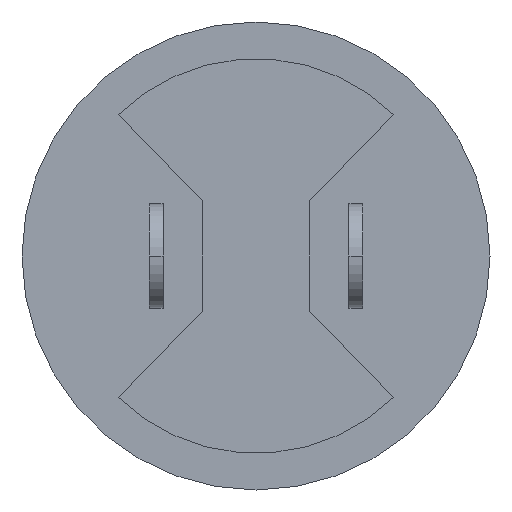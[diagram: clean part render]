
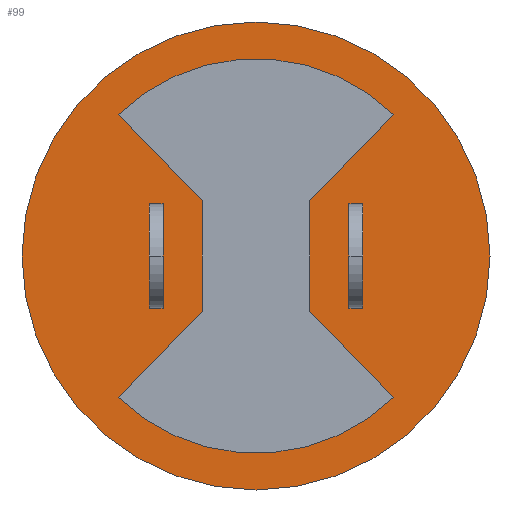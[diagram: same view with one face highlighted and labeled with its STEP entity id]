
A CAD part, front view. The second image highlights one B-rep face of the part: STEP entity #99.
In plain terms, the highlighted planar face has unit normal (0, -1, 0).
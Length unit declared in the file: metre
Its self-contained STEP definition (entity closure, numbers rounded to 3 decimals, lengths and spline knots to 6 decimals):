
#99 = ADVANCED_FACE( '', ( #209, #210, #211, #212 ), #213, .T. );
#209 = FACE_BOUND( '', #328, .T. );
#210 = FACE_OUTER_BOUND( '', #329, .T. );
#211 = FACE_BOUND( '', #330, .T. );
#212 = FACE_BOUND( '', #331, .T. );
#213 = PLANE( '', #332 );
#328 = EDGE_LOOP( '', ( #534, #535, #536, #537 ) );
#329 = EDGE_LOOP( '', ( #538 ) );
#330 = EDGE_LOOP( '', ( #539, #540, #541, #542, #543, #544, #545, #546 ) );
#331 = EDGE_LOOP( '', ( #547, #548, #549, #550 ) );
#332 = AXIS2_PLACEMENT_3D( '', #551, #552, #553 );
#534 = ORIENTED_EDGE( '', *, *, #680, .F. );
#535 = ORIENTED_EDGE( '', *, *, #699, .F. );
#536 = ORIENTED_EDGE( '', *, *, #684, .F. );
#537 = ORIENTED_EDGE( '', *, *, #709, .F. );
#538 = ORIENTED_EDGE( '', *, *, #692, .T. );
#539 = ORIENTED_EDGE( '', *, *, #710, .F. );
#540 = ORIENTED_EDGE( '', *, *, #666, .T. );
#541 = ORIENTED_EDGE( '', *, *, #705, .T. );
#542 = ORIENTED_EDGE( '', *, *, #702, .T. );
#543 = ORIENTED_EDGE( '', *, *, #669, .F. );
#544 = ORIENTED_EDGE( '', *, *, #651, .T. );
#545 = ORIENTED_EDGE( '', *, *, #673, .T. );
#546 = ORIENTED_EDGE( '', *, *, #676, .T. );
#547 = ORIENTED_EDGE( '', *, *, #711, .F. );
#548 = ORIENTED_EDGE( '', *, *, #712, .F. );
#549 = ORIENTED_EDGE( '', *, *, #713, .F. );
#550 = ORIENTED_EDGE( '', *, *, #689, .F. );
#551 = CARTESIAN_POINT( '', ( 0., -0.0056, 0. ) );
#552 = DIRECTION( '', ( 0., -1., 0. ) );
#553 = DIRECTION( '', ( 0., 0., -1. ) );
#651 = EDGE_CURVE( '', #762, #760, #763, .T. );
#666 = EDGE_CURVE( '', #787, #785, #788, .T. );
#669 = EDGE_CURVE( '', #762, #791, #792, .T. );
#673 = EDGE_CURVE( '', #760, #795, #797, .T. );
#676 = EDGE_CURVE( '', #795, #799, #801, .T. );
#680 = EDGE_CURVE( '', #805, #803, #807, .T. );
#684 = EDGE_CURVE( '', #811, #809, #813, .T. );
#689 = EDGE_CURVE( '', #820, #822, #823, .T. );
#692 = EDGE_CURVE( '', #826, #826, #827, .T. );
#699 = EDGE_CURVE( '', #809, #805, #837, .T. );
#702 = EDGE_CURVE( '', #840, #791, #841, .T. );
#705 = EDGE_CURVE( '', #785, #840, #844, .T. );
#709 = EDGE_CURVE( '', #803, #811, #849, .T. );
#710 = EDGE_CURVE( '', #787, #799, #850, .T. );
#711 = EDGE_CURVE( '', #851, #820, #852, .T. );
#712 = EDGE_CURVE( '', #853, #851, #854, .T. );
#713 = EDGE_CURVE( '', #822, #853, #855, .T. );
#760 = VERTEX_POINT( '', #909 );
#762 = VERTEX_POINT( '', #912 );
#763 = LINE( '', #913, #914 );
#785 = VERTEX_POINT( '', #942 );
#787 = VERTEX_POINT( '', #945 );
#788 = LINE( '', #946, #947 );
#791 = VERTEX_POINT( '', #951 );
#792 = CIRCLE( '', #952, 0.0043 );
#795 = VERTEX_POINT( '', #956 );
#797 = LINE( '', #959, #960 );
#799 = VERTEX_POINT( '', #962 );
#801 = LINE( '', #965, #966 );
#803 = VERTEX_POINT( '', #968 );
#805 = VERTEX_POINT( '', #971 );
#807 = LINE( '', #974, #975 );
#809 = VERTEX_POINT( '', #977 );
#811 = VERTEX_POINT( '', #980 );
#813 = LINE( '', #983, #984 );
#820 = VERTEX_POINT( '', #991 );
#822 = VERTEX_POINT( '', #994 );
#823 = LINE( '', #995, #996 );
#826 = VERTEX_POINT( '', #1000 );
#827 = CIRCLE( '', #1001, 0.0051 );
#837 = LINE( '', #1013, #1014 );
#840 = VERTEX_POINT( '', #1017 );
#841 = LINE( '', #1018, #1019 );
#844 = LINE( '', #1023, #1024 );
#849 = LINE( '', #1029, #1030 );
#850 = CIRCLE( '', #1031, 0.0043 );
#851 = VERTEX_POINT( '', #1032 );
#852 = LINE( '', #1033, #1034 );
#853 = VERTEX_POINT( '', #1035 );
#854 = LINE( '', #1036, #1037 );
#855 = LINE( '', #1038, #1039 );
#909 = CARTESIAN_POINT( '', ( 0.001175, -0.0056, 0.0012 ) );
#912 = CARTESIAN_POINT( '', ( 0.003, -0.0056, 0.003081 ) );
#913 = CARTESIAN_POINT( '', ( 0.003, -0.0056, 0.003081 ) );
#914 = VECTOR( '', #1092, 1. );
#942 = CARTESIAN_POINT( '', ( -0.001175, -0.0056, -0.0012 ) );
#945 = CARTESIAN_POINT( '', ( -0.003, -0.0056, -0.003081 ) );
#946 = CARTESIAN_POINT( '', ( -0.001175, -0.0056, -0.0012 ) );
#947 = VECTOR( '', #1112, 1. );
#951 = CARTESIAN_POINT( '', ( -0.003, -0.0056, 0.003081 ) );
#952 = AXIS2_PLACEMENT_3D( '', #1114, #1115, #1116 );
#956 = CARTESIAN_POINT( '', ( 0.001175, -0.0056, -0.0012 ) );
#959 = CARTESIAN_POINT( '', ( 0.001175, -0.0056, 0.0012 ) );
#960 = VECTOR( '', #1119, 1. );
#962 = CARTESIAN_POINT( '', ( 0.003, -0.0056, -0.003081 ) );
#965 = CARTESIAN_POINT( '', ( 0.001175, -0.0056, -0.0012 ) );
#966 = VECTOR( '', #1121, 1. );
#968 = CARTESIAN_POINT( '', ( -0.002025, -0.0056, -0.001135 ) );
#971 = CARTESIAN_POINT( '', ( -0.002325, -0.0056, -0.001135 ) );
#974 = CARTESIAN_POINT( '', ( -0.002325, -0.0056, -0.001135 ) );
#975 = VECTOR( '', #1124, 1. );
#977 = CARTESIAN_POINT( '', ( -0.002325, -0.0056, 0.001135 ) );
#980 = CARTESIAN_POINT( '', ( -0.002025, -0.0056, 0.001135 ) );
#983 = CARTESIAN_POINT( '', ( -0.002325, -0.0056, 0.001135 ) );
#984 = VECTOR( '', #1127, 1. );
#991 = CARTESIAN_POINT( '', ( 0.002325, -0.0056, -0.001135 ) );
#994 = CARTESIAN_POINT( '', ( 0.002325, -0.0056, 0.001135 ) );
#995 = CARTESIAN_POINT( '', ( 0.002325, -0.0056, 0.001135 ) );
#996 = VECTOR( '', #1135, 1. );
#1000 = CARTESIAN_POINT( '', ( 0., -0.0056, -0.0051 ) );
#1001 = AXIS2_PLACEMENT_3D( '', #1137, #1138, #1139 );
#1013 = CARTESIAN_POINT( '', ( -0.002325, -0.0056, 0.001135 ) );
#1014 = VECTOR( '', #1148, 1. );
#1017 = CARTESIAN_POINT( '', ( -0.001175, -0.0056, 0.0012 ) );
#1018 = CARTESIAN_POINT( '', ( -0.003, -0.0056, 0.003081 ) );
#1019 = VECTOR( '', #1149, 1. );
#1023 = CARTESIAN_POINT( '', ( -0.001175, -0.0056, 0.0012 ) );
#1024 = VECTOR( '', #1151, 1. );
#1029 = CARTESIAN_POINT( '', ( -0.002025, -0.0056, 0.001135 ) );
#1030 = VECTOR( '', #1155, 1. );
#1031 = AXIS2_PLACEMENT_3D( '', #1156, #1157, #1158 );
#1032 = CARTESIAN_POINT( '', ( 0.002025, -0.0056, -0.001135 ) );
#1033 = CARTESIAN_POINT( '', ( 0.002025, -0.0056, -0.001135 ) );
#1034 = VECTOR( '', #1159, 1. );
#1035 = CARTESIAN_POINT( '', ( 0.002025, -0.0056, 0.001135 ) );
#1036 = CARTESIAN_POINT( '', ( 0.002025, -0.0056, 0.001135 ) );
#1037 = VECTOR( '', #1160, 1. );
#1038 = CARTESIAN_POINT( '', ( 0.002025, -0.0056, 0.001135 ) );
#1039 = VECTOR( '', #1161, 1. );
#1092 = DIRECTION( '', ( -0.696, 0., -0.718 ) );
#1112 = DIRECTION( '', ( 0.696, 0., 0.718 ) );
#1114 = CARTESIAN_POINT( '', ( 0., -0.0056, 0. ) );
#1115 = DIRECTION( '', ( 0., -1., 0. ) );
#1116 = DIRECTION( '', ( 0., 0., -1. ) );
#1119 = DIRECTION( '', ( 0., 0., -1. ) );
#1121 = DIRECTION( '', ( 0.696, 0., -0.718 ) );
#1124 = DIRECTION( '', ( 1., 0., 0. ) );
#1127 = DIRECTION( '', ( -1., 0., 0. ) );
#1135 = DIRECTION( '', ( 0., 0., 1. ) );
#1137 = CARTESIAN_POINT( '', ( 0., -0.0056, 0. ) );
#1138 = DIRECTION( '', ( 0., -1., 0. ) );
#1139 = DIRECTION( '', ( 0., 0., -1. ) );
#1148 = DIRECTION( '', ( 0., 0., -1. ) );
#1149 = DIRECTION( '', ( -0.696, 0., 0.718 ) );
#1151 = DIRECTION( '', ( 0., 0., 1. ) );
#1155 = DIRECTION( '', ( 0., 0., 1. ) );
#1156 = CARTESIAN_POINT( '', ( 0., -0.0056, 0. ) );
#1157 = DIRECTION( '', ( 0., -1., 0. ) );
#1158 = DIRECTION( '', ( 0., 0., -1. ) );
#1159 = DIRECTION( '', ( 1., 0., 0. ) );
#1160 = DIRECTION( '', ( 0., 0., -1. ) );
#1161 = DIRECTION( '', ( -1., 0., 0. ) );
